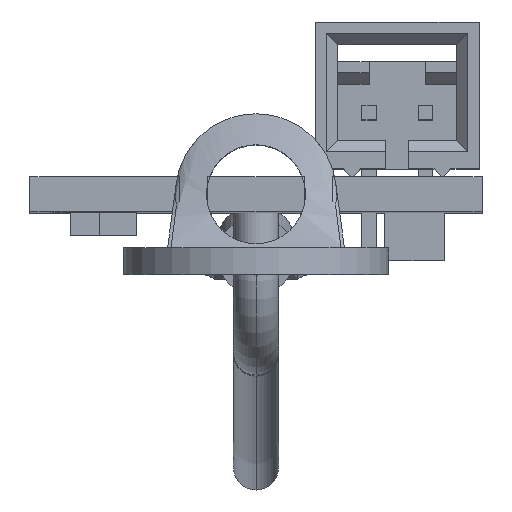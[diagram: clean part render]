
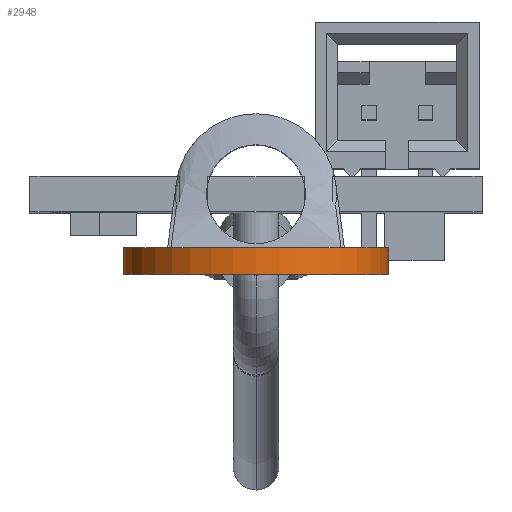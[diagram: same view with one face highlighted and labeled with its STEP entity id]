
A CAD part, top view. The second image highlights one B-rep face of the part: STEP entity #2948.
In plain terms, the highlighted cylindrical face has radius 5.956 mm (diameter 11.913 mm), a partial arc.
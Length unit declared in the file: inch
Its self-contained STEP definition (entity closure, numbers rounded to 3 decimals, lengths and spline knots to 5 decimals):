
#1817 = AXIS2_PLACEMENT_3D ( 'NONE', #6205, #6206, #6207 ) ;
#1980 = CIRCLE ( 'NONE', #1987, 0.2345 ) ;
#1982 = CIRCLE ( 'NONE', #1983, 0.2345 ) ;
#1983 = AXIS2_PLACEMENT_3D ( 'NONE', #6941, #6942, #6943 ) ;
#1987 = AXIS2_PLACEMENT_3D ( 'NONE', #6947, #6948, #6949 ) ;
#1997 = VECTOR ( 'NONE', #6964, 39.37008 ) ;
#1998 = VECTOR ( 'NONE', #6966, 39.37008 ) ;
#2126 = VERTEX_POINT ( 'NONE', #5009 ) ;
#2129 = VERTEX_POINT ( 'NONE', #5012 ) ;
#2130 = VERTEX_POINT ( 'NONE', #5013 ) ;
#2132 = VERTEX_POINT ( 'NONE', #5015 ) ;
#2342 = EDGE_LOOP ( 'NONE', ( #3857, #3858, #3859, #3856 ) ) ;
#2948 = ADVANCED_FACE ( 'NONE', ( #6673 ), #6676, .T. ) ;
#3657 = EDGE_CURVE ( 'NONE', #2129, #2126, #1982, .T. ) ;
#3659 = EDGE_CURVE ( 'NONE', #2132, #2130, #1980, .T. ) ;
#3665 = EDGE_CURVE ( 'NONE', #2126, #2130, #6796, .T. ) ;
#3666 = EDGE_CURVE ( 'NONE', #2129, #2132, #6797, .T. ) ;
#3856 = ORIENTED_EDGE ( 'NONE', *, *, #3666, .T. ) ;
#3857 = ORIENTED_EDGE ( 'NONE', *, *, #3659, .T. ) ;
#3858 = ORIENTED_EDGE ( 'NONE', *, *, #3665, .F. ) ;
#3859 = ORIENTED_EDGE ( 'NONE', *, *, #3657, .F. ) ;
#5009 = CARTESIAN_POINT ( 'NONE',  ( -0.11307, 0.20544, 0.047 ) ) ;
#5012 = CARTESIAN_POINT ( 'NONE',  ( -0.11307, -0.20544, 0.047 ) ) ;
#5013 = CARTESIAN_POINT ( 'NONE',  ( -0.11307, 0.20544, 0. ) ) ;
#5015 = CARTESIAN_POINT ( 'NONE',  ( -0.11307, -0.20544, 0. ) ) ;
#6205 = CARTESIAN_POINT ( 'NONE',  ( 0., 0., 0.047 ) ) ;
#6206 = DIRECTION ( 'NONE',  ( 0., 0., -1. ) ) ;
#6207 = DIRECTION ( 'NONE',  ( -1., 0., 0. ) ) ;
#6673 = FACE_OUTER_BOUND ( 'NONE', #2342, .T. ) ;
#6676 = CYLINDRICAL_SURFACE ( 'NONE', #1817, 0.2345 ) ;
#6796 = LINE ( 'NONE', #6963, #1997 ) ;
#6797 = LINE ( 'NONE', #6965, #1998 ) ;
#6941 = CARTESIAN_POINT ( 'NONE',  ( 0., 0., 0.047 ) ) ;
#6942 = DIRECTION ( 'NONE',  ( 0., 0., 1. ) ) ;
#6943 = DIRECTION ( 'NONE',  ( 1., 0., 0. ) ) ;
#6947 = CARTESIAN_POINT ( 'NONE',  ( 0., 0., 0. ) ) ;
#6948 = DIRECTION ( 'NONE',  ( 0., 0., 1. ) ) ;
#6949 = DIRECTION ( 'NONE',  ( 1., 0., 0. ) ) ;
#6963 = CARTESIAN_POINT ( 'NONE',  ( -0.11307, 0.20544, 0.047 ) ) ;
#6964 = DIRECTION ( 'NONE',  ( 0., 0., -1. ) ) ;
#6965 = CARTESIAN_POINT ( 'NONE',  ( -0.11307, -0.20544, 0.047 ) ) ;
#6966 = DIRECTION ( 'NONE',  ( 0., 0., -1. ) ) ;
